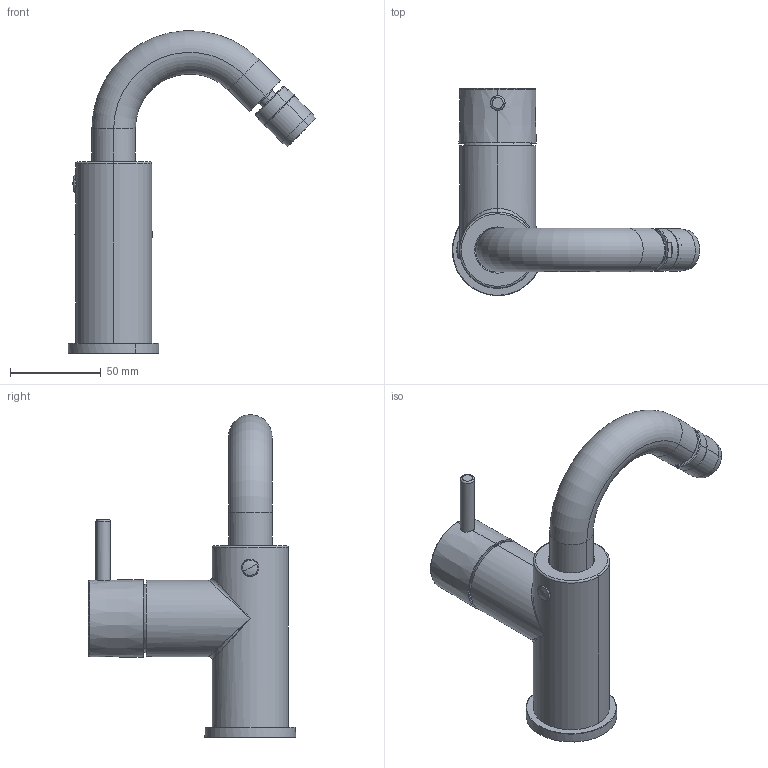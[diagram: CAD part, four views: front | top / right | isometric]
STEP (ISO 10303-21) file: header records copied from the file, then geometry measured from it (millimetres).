
FILE_DESCRIPTION(('CATIA V5 STEP Exchange','CAx-IF Rec.Pracs.--- Model Styling and Organization---1.5--- 2016-08-15','CAx-IF Rec.Pracs.---Supplemental Geometry---1.0---2011-11-01','CAx-IF Rec.Pracs.--- Composite Materials ---3.4---2017-06-13','CAx-IF Rec.Pracs.---Tessellated 3D Geometry---1.0---2015-12-17'),'2;1');
FILE_NAME('LN002565.stp','2023-01-31T09:06:20+00:00',('none'),('none'),'CATIA Version 5-6 Release 2020 SP2','CATIA V5 STEP AP242 v2','none');
FILE_SCHEMA(('AP242_MANAGED_MODEL_BASED_3D_ENGINEERING_MIM_LF {1 0 10303 442 1 1 4}'));
Length unit declared in the file: millimetre
Products named in the file (1): LN002565
Bounding box: 136.37 x 114.26 x 177.86 mm (x, y, z)
Volume: 45369.4 mm3; surface area: 70943.3 mm2
Topology: 11 solids, 33 shells, 608 faces, 1881 edges, 1245 vertices
Faces by surface type: plane 213, cylinder 161, cone 103, torus 61, bspline 54, sphere 16
Entity records: 25805 total; most frequent: CARTESIAN_POINT 10872, ORIENTED_EDGE 3618, DIRECTION 2122, EDGE_CURVE 1860, VERTEX_POINT 1245, AXIS2_PLACEMENT_3D 1116, CIRCLE 817, VECTOR 709
